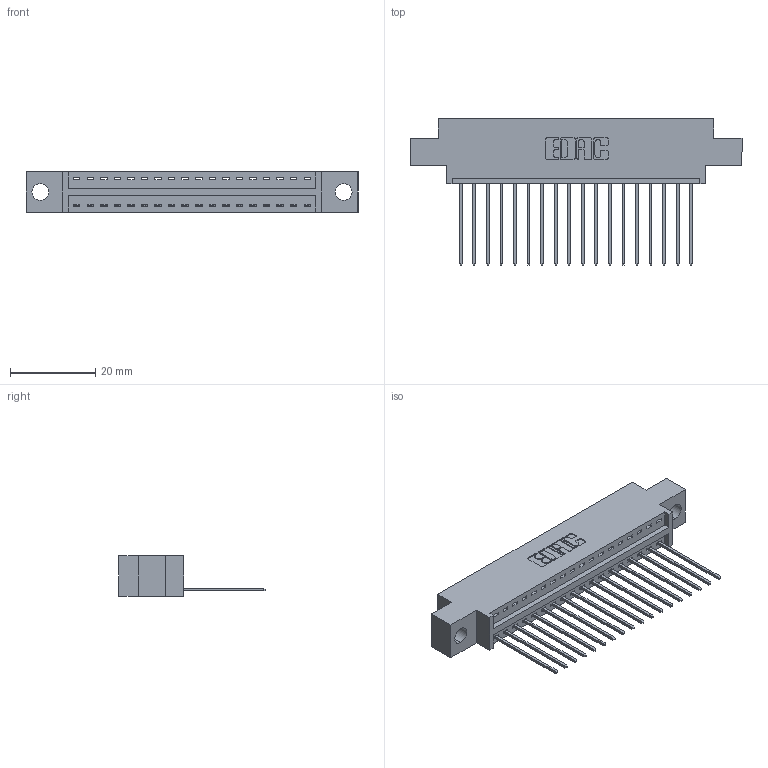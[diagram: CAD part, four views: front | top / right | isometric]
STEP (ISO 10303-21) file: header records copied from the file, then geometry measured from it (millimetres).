
FILE_DESCRIPTION (( 'STEP AP203' ), '1' );
FILE_NAME ('396-018-541-604.STEP', '2019-10-26T20:08:04', ( '' ), ( '' ), 'SwSTEP 2.0', 'SolidWorks 2016', '' );
FILE_SCHEMA (( 'CONFIG_CONTROL_DESIGN' ));
Length unit declared in the file: inch
Products named in the file (3): 396-018-541-604; 346 Part_0.170 Offset - 0.156 Dia-TH; 345-292-001_345-293-141
Assembly tree (19 placements, depth 2):
  396-018-541-604
    346 Part_0.170 Offset - 0.156 Dia-TH
    345-292-001_345-293-141  x18
Bounding box: 77.72 x 34.29 x 9.4 mm (x, y, z)
Volume: 7091.5 mm3; surface area: 8924.6 mm2
Topology: 19 solids, 19 shells, 1170 faces, 3509 edges, 2314 vertices
Faces by surface type: plane 800, cylinder 370
Entity records: 14555 total; most frequent: CARTESIAN_POINT 2510, ORIENTED_EDGE 2462, DIRECTION 2243, EDGE_CURVE 1231, LINE 1027, VECTOR 1027, VERTEX_POINT 818, AXIS2_PLACEMENT_3D 608
